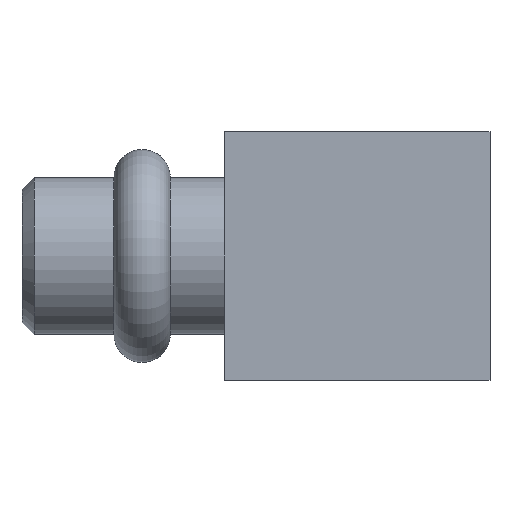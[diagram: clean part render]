
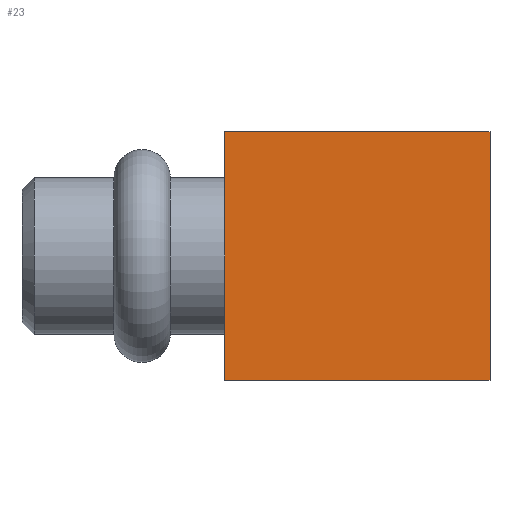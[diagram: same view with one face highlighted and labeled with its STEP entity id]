
A CAD part, front view. The second image highlights one B-rep face of the part: STEP entity #23.
In plain terms, the highlighted planar face has unit normal (0, -1, 0).
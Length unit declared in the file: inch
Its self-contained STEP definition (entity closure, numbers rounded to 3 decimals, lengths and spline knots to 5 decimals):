
#7 = ORIENTED_EDGE ( 'NONE', *, *, #165, .T. ) ;
#15 = EDGE_LOOP ( 'NONE', ( #7, #20, #340, #250 ) ) ;
#20 = ORIENTED_EDGE ( 'NONE', *, *, #228, .F. ) ;
#23 = ADVANCED_FACE ( 'NONE', ( #370 ), #355, .F. ) ;
#159 = VERTEX_POINT ( 'NONE', #559 ) ;
#163 = VERTEX_POINT ( 'NONE', #554 ) ;
#165 = EDGE_CURVE ( 'NONE', #159, #163, #294, .T. ) ;
#208 = EDGE_CURVE ( 'NONE', #429, #341, #736, .T. ) ;
#228 = EDGE_CURVE ( 'NONE', #341, #163, #810, .T. ) ;
#250 = ORIENTED_EDGE ( 'NONE', *, *, #431, .T. ) ;
#293 = CARTESIAN_POINT ( 'NONE',  ( 0., -0.075, 0.075 ) ) ;
#294 = LINE ( 'NONE', #293, #722 ) ;
#340 = ORIENTED_EDGE ( 'NONE', *, *, #208, .F. ) ;
#341 = VERTEX_POINT ( 'NONE', #1057 ) ;
#350 = DIRECTION ( 'NONE',  ( 0., 0., 1. ) ) ;
#351 = DIRECTION ( 'NONE',  ( 0., 1., 0. ) ) ;
#352 = CARTESIAN_POINT ( 'NONE',  ( 0.16, -0.075, 0.075 ) ) ;
#353 = AXIS2_PLACEMENT_3D ( 'NONE', #352, #351, #350 ) ;
#355 = PLANE ( 'NONE',  #353 ) ;
#370 = FACE_OUTER_BOUND ( 'NONE', #15, .T. ) ;
#429 = VERTEX_POINT ( 'NONE', #1009 ) ;
#431 = EDGE_CURVE ( 'NONE', #429, #159, #1008, .T. ) ;
#554 = CARTESIAN_POINT ( 'NONE',  ( 0., -0.075, -0.075 ) ) ;
#559 = CARTESIAN_POINT ( 'NONE',  ( 0., -0.075, 0.075 ) ) ;
#722 = VECTOR ( 'NONE', #820, 39.37008 ) ;
#729 = DIRECTION ( 'NONE',  ( 0., 0., -1. ) ) ;
#730 = VECTOR ( 'NONE', #729, 39.37008 ) ;
#731 = CARTESIAN_POINT ( 'NONE',  ( 0.16, -0.075, 0.075 ) ) ;
#736 = LINE ( 'NONE', #731, #730 ) ;
#776 = DIRECTION ( 'NONE',  ( -1., 0., 0. ) ) ;
#777 = VECTOR ( 'NONE', #776, 39.37008 ) ;
#809 = CARTESIAN_POINT ( 'NONE',  ( 0.16, -0.075, -0.075 ) ) ;
#810 = LINE ( 'NONE', #809, #777 ) ;
#820 = DIRECTION ( 'NONE',  ( 0., 0., -1. ) ) ;
#1008 = LINE ( 'NONE', #1047, #1046 ) ;
#1009 = CARTESIAN_POINT ( 'NONE',  ( 0.16, -0.075, 0.075 ) ) ;
#1045 = DIRECTION ( 'NONE',  ( -1., 0., 0. ) ) ;
#1046 = VECTOR ( 'NONE', #1045, 39.37008 ) ;
#1047 = CARTESIAN_POINT ( 'NONE',  ( 0.16, -0.075, 0.075 ) ) ;
#1057 = CARTESIAN_POINT ( 'NONE',  ( 0.16, -0.075, -0.075 ) ) ;
